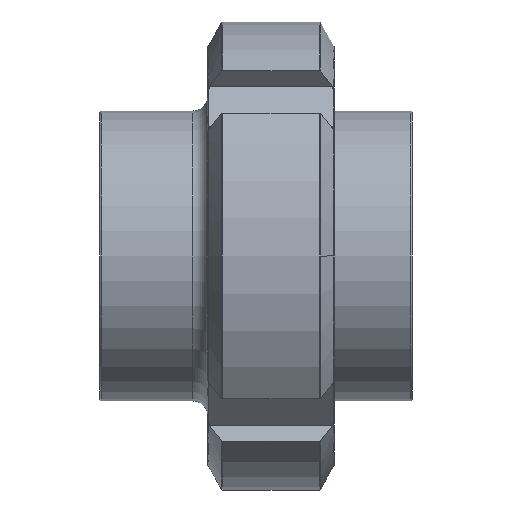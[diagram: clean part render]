
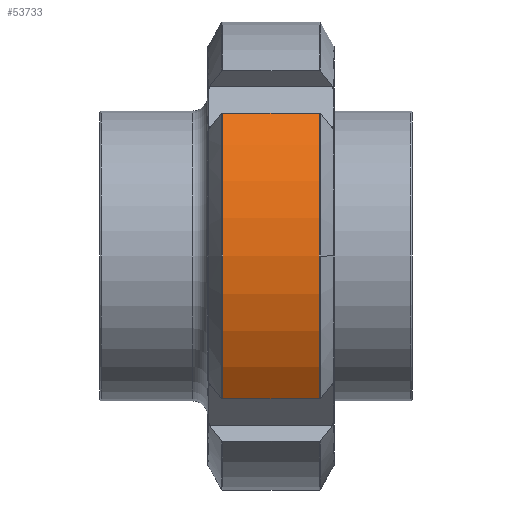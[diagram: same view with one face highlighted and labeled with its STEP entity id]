
A CAD part, front view. The second image highlights one B-rep face of the part: STEP entity #53733.
In plain terms, the highlighted cylindrical face has radius 39 mm (diameter 78 mm), a partial arc.
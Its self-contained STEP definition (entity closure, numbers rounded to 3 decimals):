
#6442 = DIRECTION ( 'NONE',  ( 1., 0., 0. ) ) ;
#6904 = CARTESIAN_POINT ( 'NONE',  ( -12.575, -39., 0. ) ) ;
#7600 = CIRCLE ( 'NONE', #28663, 39. ) ;
#8434 = CIRCLE ( 'NONE', #28861, 39. ) ;
#8500 = CARTESIAN_POINT ( 'NONE',  ( 3.575, -30.885, -23.814 ) ) ;
#8563 = VERTEX_POINT ( 'NONE', #8500 ) ;
#11389 = EDGE_CURVE ( 'NONE', #64776, #8563, #34986, .T. ) ;
#11934 = ORIENTED_EDGE ( 'NONE', *, *, #49773, .T. ) ;
#12373 = AXIS2_PLACEMENT_3D ( 'NONE', #19645, #19863, #40383 ) ;
#13035 = EDGE_CURVE ( 'NONE', #18060, #64776, #7600, .T. ) ;
#14230 = ORIENTED_EDGE ( 'NONE', *, *, #57484, .T. ) ;
#15794 = AXIS2_PLACEMENT_3D ( 'NONE', #35710, #50211, #62968 ) ;
#16561 = LINE ( 'NONE', #62764, #42106 ) ;
#16600 = VECTOR ( 'NONE', #6442, 1000. ) ;
#18060 = VERTEX_POINT ( 'NONE', #6904 ) ;
#18880 = EDGE_CURVE ( 'NONE', #21833, #41695, #16561, .T. ) ;
#19645 = CARTESIAN_POINT ( 'NONE',  ( 3.575, 0., 0. ) ) ;
#19863 = DIRECTION ( 'NONE',  ( -1., 0., 0. ) ) ;
#20292 = EDGE_CURVE ( 'NONE', #41695, #18060, #49079, .T. ) ;
#21244 = ORIENTED_EDGE ( 'NONE', *, *, #18880, .T. ) ;
#21833 = VERTEX_POINT ( 'NONE', #50340 ) ;
#27820 = ORIENTED_EDGE ( 'NONE', *, *, #13035, .T. ) ;
#28663 = AXIS2_PLACEMENT_3D ( 'NONE', #63213, #49340, #47494 ) ;
#28861 = AXIS2_PLACEMENT_3D ( 'NONE', #51546, #57090, #35979 ) ;
#32011 = CARTESIAN_POINT ( 'NONE',  ( -12.575, 0., 0. ) ) ;
#32232 = DIRECTION ( 'NONE',  ( -1., 0., 0. ) ) ;
#32512 = CARTESIAN_POINT ( 'NONE',  ( 6., -30.885, -23.814 ) ) ;
#32680 = DIRECTION ( 'NONE',  ( 0., -1., 0. ) ) ;
#33522 = VERTEX_POINT ( 'NONE', #50187 ) ;
#34418 = ORIENTED_EDGE ( 'NONE', *, *, #20292, .T. ) ;
#34986 = LINE ( 'NONE', #32512, #16600 ) ;
#35710 = CARTESIAN_POINT ( 'NONE',  ( 6., 0., 0. ) ) ;
#35979 = DIRECTION ( 'NONE',  ( 0., -1., 0. ) ) ;
#40383 = DIRECTION ( 'NONE',  ( 0., -1., 0. ) ) ;
#41695 = VERTEX_POINT ( 'NONE', #50842 ) ;
#42106 = VECTOR ( 'NONE', #32232, 1000. ) ;
#42269 = CARTESIAN_POINT ( 'NONE',  ( -12.575, -30.885, -23.814 ) ) ;
#45185 = FACE_OUTER_BOUND ( 'NONE', #65308, .T. ) ;
#47494 = DIRECTION ( 'NONE',  ( 0., -1., 0. ) ) ;
#47928 = CIRCLE ( 'NONE', #12373, 39. ) ;
#49079 = CIRCLE ( 'NONE', #53987, 39. ) ;
#49340 = DIRECTION ( 'NONE',  ( 1., 0., 0. ) ) ;
#49773 = EDGE_CURVE ( 'NONE', #8563, #33522, #8434, .T. ) ;
#50187 = CARTESIAN_POINT ( 'NONE',  ( 3.575, -39., 0. ) ) ;
#50211 = DIRECTION ( 'NONE',  ( 1., 0., 0. ) ) ;
#50340 = CARTESIAN_POINT ( 'NONE',  ( 3.575, -30.885, 23.814 ) ) ;
#50842 = CARTESIAN_POINT ( 'NONE',  ( -12.575, -30.885, 23.814 ) ) ;
#51546 = CARTESIAN_POINT ( 'NONE',  ( 3.575, 0., 0. ) ) ;
#52523 = DIRECTION ( 'NONE',  ( 1., 0., 0. ) ) ;
#53733 = ADVANCED_FACE ( 'NONE', ( #45185 ), #57111, .T. ) ;
#53987 = AXIS2_PLACEMENT_3D ( 'NONE', #32011, #52523, #32680 ) ;
#57090 = DIRECTION ( 'NONE',  ( -1., 0., 0. ) ) ;
#57111 = CYLINDRICAL_SURFACE ( 'NONE', #15794, 39. ) ;
#57484 = EDGE_CURVE ( 'NONE', #33522, #21833, #47928, .T. ) ;
#58418 = ORIENTED_EDGE ( 'NONE', *, *, #11389, .T. ) ;
#62764 = CARTESIAN_POINT ( 'NONE',  ( 6., -30.885, 23.814 ) ) ;
#62968 = DIRECTION ( 'NONE',  ( 0., 1., 0. ) ) ;
#63213 = CARTESIAN_POINT ( 'NONE',  ( -12.575, 0., 0. ) ) ;
#64776 = VERTEX_POINT ( 'NONE', #42269 ) ;
#65308 = EDGE_LOOP ( 'NONE', ( #58418, #11934, #14230, #21244, #34418, #27820 ) ) ;
